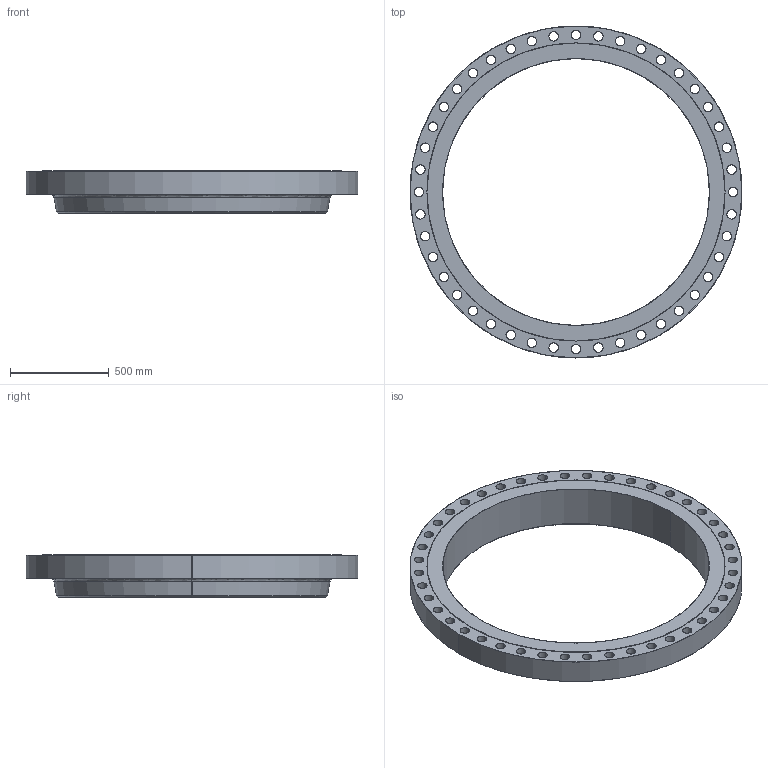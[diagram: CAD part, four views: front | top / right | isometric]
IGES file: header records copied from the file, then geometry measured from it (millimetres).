
Start section: SolidWorks IGES file using analytic representation for surfaces
Global section: file name: 54_150_B1647A_RF_WNF_OB_STD.IGS; native system: SolidWorks 2023; preprocessor: SolidWorks 2023; author: Ken_Snader; date: 240117.170358; units: inch
Bounding box: 1682.75 x 1682.75 x 215.9 mm (x, y, z)
Surface area: 4086177 mm2 (no closed solid volume)
Topology: 0 solids, 0 shells, 104 faces, 3728 edges, 3728 vertices
Faces by surface type: revolution 98, bspline 6
